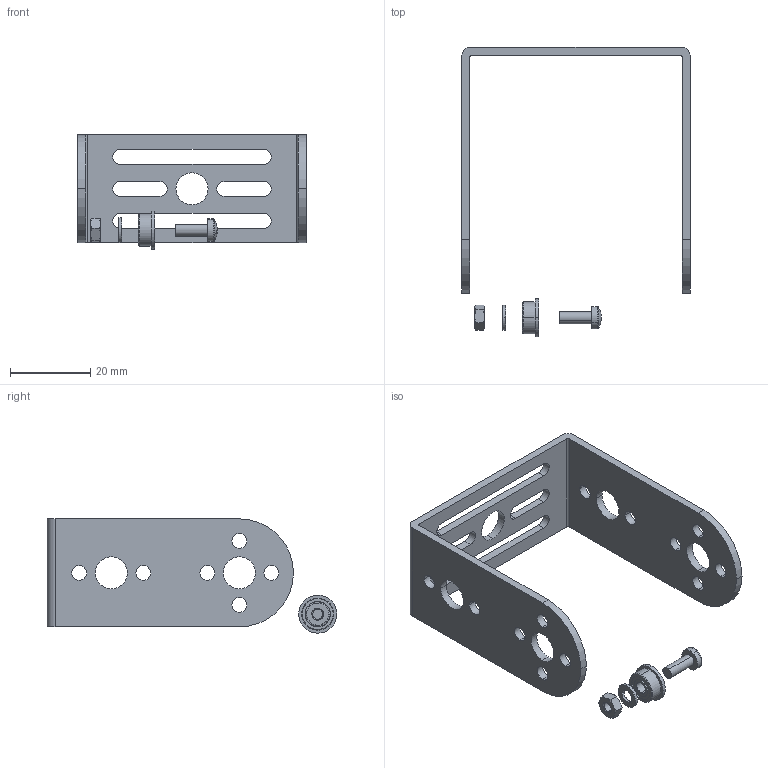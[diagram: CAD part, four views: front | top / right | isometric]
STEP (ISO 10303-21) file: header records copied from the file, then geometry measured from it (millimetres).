
FILE_DESCRIPTION (( 'STEP AP214' ), '1' );
FILE_NAME ('39593_TXM-Standard-Scale Pivot ArmwBearing..STEP', '2017-02-01T20:55:14', ( '' ), ( '' ), 'SwSTEP 2.0', 'SolidWorks 2016', '' );
FILE_SCHEMA (( 'AUTOMOTIVE_DESIGN' ));
Length unit declared in the file: millimetre
Products named in the file (2): 39593_TXM-Standard-Scale Pivot ArmwBearing.
Bounding box: 57 x 72.33 x 28.57 mm (x, y, z)
Volume: 7971.7 mm3; surface area: 9969.3 mm2
Topology: 5 solids, 5 shells, 158 faces, 388 edges, 246 vertices
Faces by surface type: cylinder 78, plane 50, cone 22, torus 6, sphere 2
Entity records: 6685 total; most frequent: CARTESIAN_POINT 898, DIRECTION 890, ORIENTED_EDGE 776, EDGE_CURVE 388, AXIS2_PLACEMENT_3D 366, VERTEX_POINT 246, EDGE_LOOP 210, CIRCLE 206
